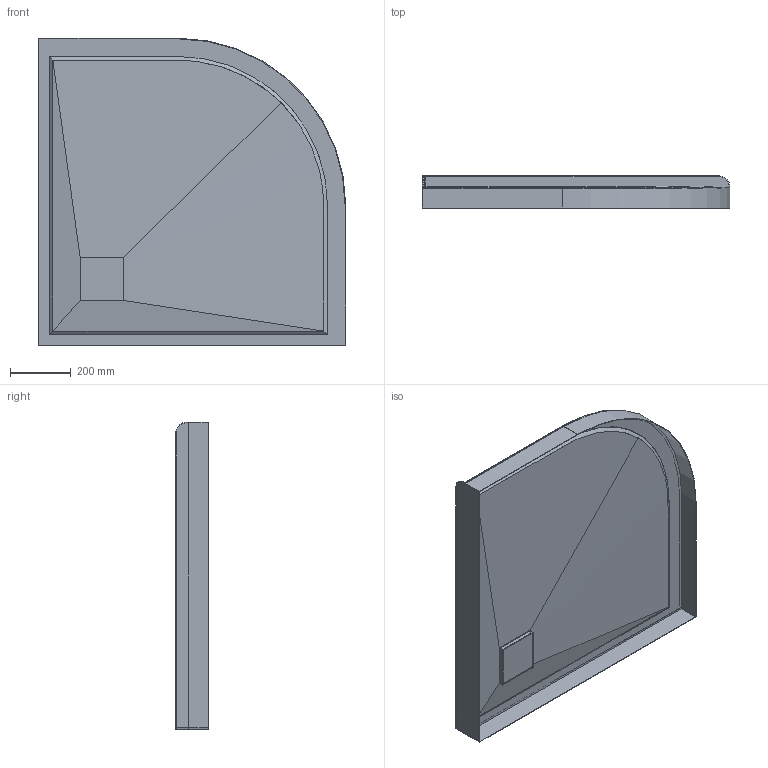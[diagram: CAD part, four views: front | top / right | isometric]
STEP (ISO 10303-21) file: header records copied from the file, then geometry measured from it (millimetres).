
FILE_DESCRIPTION (( 'STEP AP203' ), '1' );
FILE_NAME ('AFP1010SB.STEP', '2025-06-03T06:41:28', ( '' ), ( '' ), 'SwSTEP 2.0', 'SolidWorks 2025', '' );
FILE_SCHEMA (( 'CONFIG_CONTROL_DESIGN' ));
Length unit declared in the file: millimetre
Products named in the file (1): AFP1010SB
Bounding box: 1010 x 107 x 1010 mm (x, y, z)
Surface area: 1856956.2 mm2 (no closed solid volume)
Topology: 0 solids, 4 shells, 134 faces, 324 edges, 200 vertices
Faces by surface type: plane 62, cylinder 46, torus 19, bspline 7
Entity records: 4709 total; most frequent: CARTESIAN_POINT 1522, DIRECTION 655, ORIENTED_EDGE 634, EDGE_CURVE 324, AXIS2_PLACEMENT_3D 227, VECTOR 201, LINE 201, VERTEX_POINT 200
